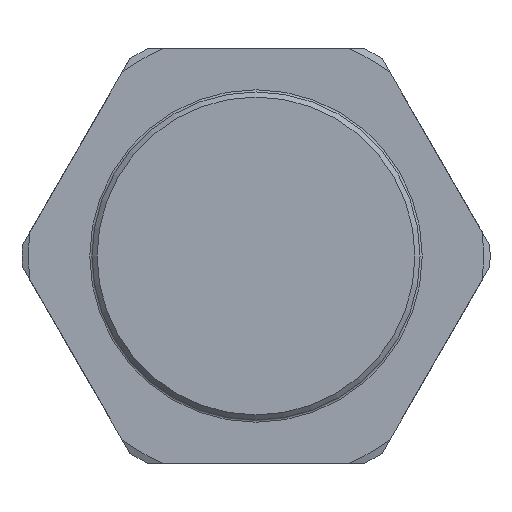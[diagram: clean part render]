
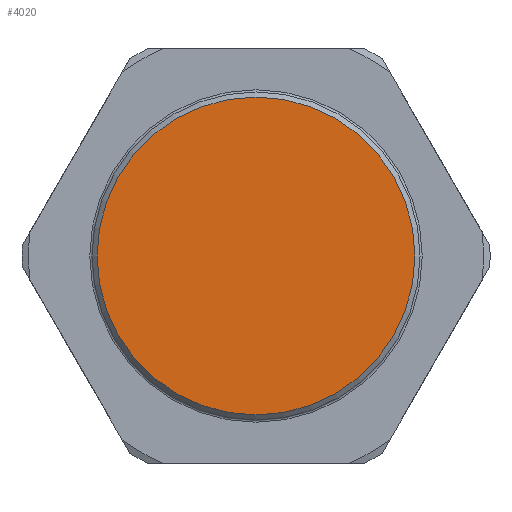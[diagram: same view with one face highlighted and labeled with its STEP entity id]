
A CAD part, left-side view. The second image highlights one B-rep face of the part: STEP entity #4020.
In plain terms, the highlighted planar face has unit normal (-1, 0, 0).
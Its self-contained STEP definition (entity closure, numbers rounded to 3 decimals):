
#347=PLANE('',#4485);
#545=FACE_OUTER_BOUND('',#760,.T.);
#760=EDGE_LOOP('',(#3441,#3442));
#1367=CIRCLE('',#4486,36.33);
#1368=CIRCLE('',#4487,36.33);
#1750=VERTEX_POINT('',#7525);
#1751=VERTEX_POINT('',#7526);
#2323=EDGE_CURVE('',#1750,#1751,#1367,.T.);
#2324=EDGE_CURVE('',#1751,#1750,#1368,.T.);
#3441=ORIENTED_EDGE('',*,*,#2323,.F.);
#3442=ORIENTED_EDGE('',*,*,#2324,.F.);
#4020=ADVANCED_FACE('',(#545),#347,.T.);
#4485=AXIS2_PLACEMENT_3D('',#7524,#5539,#5540);
#4486=AXIS2_PLACEMENT_3D('',#7527,#5541,#5542);
#4487=AXIS2_PLACEMENT_3D('',#7528,#5543,#5544);
#5539=DIRECTION('center_axis',(-1.,0.,0.));
#5540=DIRECTION('ref_axis',(0.,0.,
-1.));
#5541=DIRECTION('center_axis',(1.,0.,0.));
#5542=DIRECTION('ref_axis',(0.,0.,1.));
#5543=DIRECTION('center_axis',(1.,0.,0.));
#5544=DIRECTION('ref_axis',(0.,0.,1.));
#7524=CARTESIAN_POINT('Origin',(-59.304,-36.33,0.));
#7525=CARTESIAN_POINT('',(-59.304,-36.33,0.));
#7526=CARTESIAN_POINT('',(-59.304,36.33,0.));
#7527=CARTESIAN_POINT('Origin',(-59.304,0.,
0.));
#7528=CARTESIAN_POINT('Origin',(-59.304,0.,
0.));
